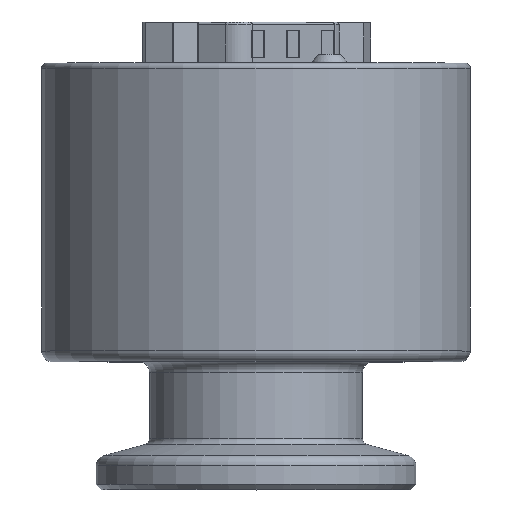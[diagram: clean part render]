
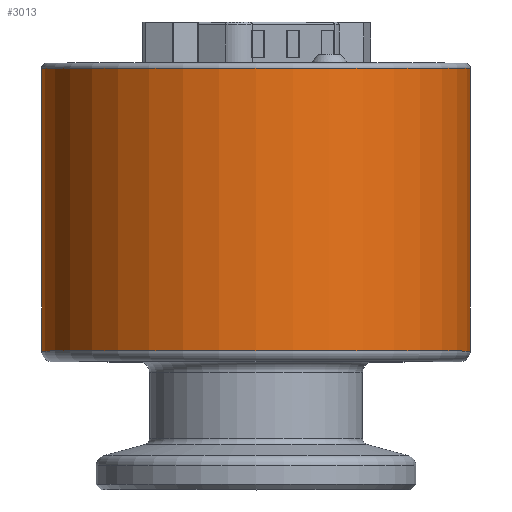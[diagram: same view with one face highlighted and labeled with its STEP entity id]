
A CAD part, top view. The second image highlights one B-rep face of the part: STEP entity #3013.
In plain terms, the highlighted cylindrical face has radius 20.1 mm (diameter 40.2 mm), a full revolution.
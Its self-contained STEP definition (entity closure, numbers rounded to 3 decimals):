
#403=LINE('',#5159,#645);
#645=VECTOR('',#4236,20.1);
#723=CYLINDRICAL_SURFACE('',#3362,20.1);
#876=FACE_OUTER_BOUND('',#1096,.T.);
#1096=EDGE_LOOP('',(#2728,#2729,#2730,#2731,#2732,#2733,#2734));
#1243=CIRCLE('',#3290,20.1);
#1244=CIRCLE('',#3291,20.1);
#1280=CIRCLE('',#3358,20.1);
#1281=CIRCLE('',#3359,20.1);
#1282=CIRCLE('',#3360,20.1);
#1515=VERTEX_POINT('',#5033);
#1516=VERTEX_POINT('',#5035);
#1547=VERTEX_POINT('',#5150);
#1548=VERTEX_POINT('',#5152);
#1549=VERTEX_POINT('',#5154);
#1889=EDGE_CURVE('',#1515,#1516,#1243,.T.);
#1890=EDGE_CURVE('',#1516,#1515,#1244,.T.);
#1943=EDGE_CURVE('',#1547,#1548,#1280,.T.);
#1944=EDGE_CURVE('',#1548,#1549,#1281,.T.);
#1945=EDGE_CURVE('',#1549,#1547,#1282,.T.);
#1946=EDGE_CURVE('',#1515,#1548,#403,.T.);
#2728=ORIENTED_EDGE('',*,*,#1890,.F.);
#2729=ORIENTED_EDGE('',*,*,#1889,.F.);
#2730=ORIENTED_EDGE('',*,*,#1946,.T.);
#2731=ORIENTED_EDGE('',*,*,#1943,.F.);
#2732=ORIENTED_EDGE('',*,*,#1945,.F.);
#2733=ORIENTED_EDGE('',*,*,#1944,.F.);
#2734=ORIENTED_EDGE('',*,*,#1946,.F.);
#3013=ADVANCED_FACE('',(#876),#723,.T.);
#3290=AXIS2_PLACEMENT_3D('',#5036,#4073,#4074);
#3291=AXIS2_PLACEMENT_3D('',#5037,#4075,#4076);
#3358=AXIS2_PLACEMENT_3D('',#5153,#4226,#4227);
#3359=AXIS2_PLACEMENT_3D('',#5155,#4228,#4229);
#3360=AXIS2_PLACEMENT_3D('',#5156,#4230,#4231);
#3362=AXIS2_PLACEMENT_3D('',#5158,#4234,#4235);
#4073=DIRECTION('center_axis',(0.,1.,0.));
#4074=DIRECTION('ref_axis',(0.643,0.,-0.766));
#4075=DIRECTION('center_axis',(0.,1.,0.));
#4076=DIRECTION('ref_axis',(0.643,0.,-0.766));
#4226=DIRECTION('center_axis',(0.,-1.,0.));
#4227=DIRECTION('ref_axis',(0.643,0.,-0.766));
#4228=DIRECTION('center_axis',(0.,-1.,0.));
#4229=DIRECTION('ref_axis',(0.643,0.,-0.766));
#4230=DIRECTION('center_axis',(0.,-1.,0.));
#4231=DIRECTION('ref_axis',(0.643,0.,-0.766));
#4234=DIRECTION('center_axis',(0.,1.,0.));
#4235=DIRECTION('ref_axis',(0.643,0.,-0.766));
#4236=DIRECTION('',(0.,-1.,0.));
#5033=CARTESIAN_POINT('',(-12.92,39.5,15.398));
#5035=CARTESIAN_POINT('',(-20.1,39.5,0.));
#5036=CARTESIAN_POINT('Origin',(0.,39.5,0.));
#5037=CARTESIAN_POINT('Origin',(0.,39.5,0.));
#5150=CARTESIAN_POINT('',(15.398,13.,12.921));
#5152=CARTESIAN_POINT('',(-12.92,13.,15.398));
#5153=CARTESIAN_POINT('Origin',(0.,13.,0.));
#5154=CARTESIAN_POINT('',(-20.1,13.,0.));
#5155=CARTESIAN_POINT('Origin',(0.,13.,0.));
#5156=CARTESIAN_POINT('Origin',(0.,13.,0.));
#5158=CARTESIAN_POINT('Origin',(0.,12.145,0.));
#5159=CARTESIAN_POINT('',(-12.92,12.145,15.398));
